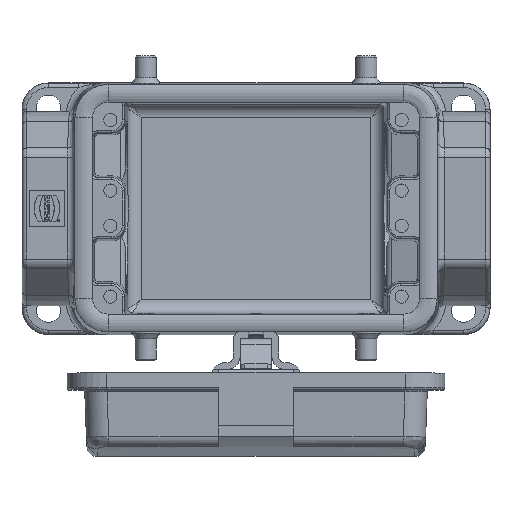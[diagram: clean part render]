
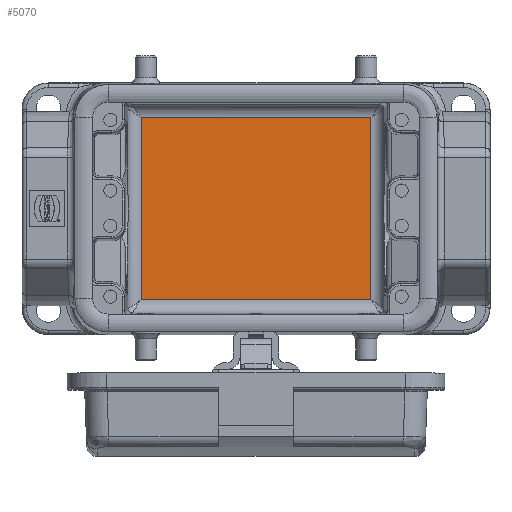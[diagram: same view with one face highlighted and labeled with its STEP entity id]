
A CAD part, top view. The second image highlights one B-rep face of the part: STEP entity #5070.
In plain terms, the highlighted planar face has unit normal (0, 0, 1).
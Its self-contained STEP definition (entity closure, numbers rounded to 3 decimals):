
#4953=CARTESIAN_POINT('',(26.037,20.629,-65.0));
#4954=VERTEX_POINT('',#4953);
#4996=CARTESIAN_POINT('',(-26.037,20.629,-65.0));
#4997=VERTEX_POINT('',#4996);
#4998=CARTESIAN_POINT('',(-26.037,20.629,-65.0));
#4999=DIRECTION('',(1.0,0.0,0.0));
#5000=VECTOR('',#4999,52.073);
#5001=LINE('',#4998,#5000);
#5002=EDGE_CURVE('',#4997,#4954,#5001,.T.);
#5040=CARTESIAN_POINT('',(-29.,24.335,-65.0));
#5041=DIRECTION('',(0.0,0.0,-1.0));
#5042=DIRECTION('',(-1.0,0.0,0.0));
#5043=AXIS2_PLACEMENT_3D('',#5040,#5041,#5042);
#5044=PLANE('',#5043);
#5045=CARTESIAN_POINT('',(26.037,-20.629,-65.));
#5046=VERTEX_POINT('',#5045);
#5047=CARTESIAN_POINT('',(26.037,20.629,-65.0));
#5048=DIRECTION('',(0.0,-1.0,0.0));
#5049=VECTOR('',#5048,41.259);
#5050=LINE('',#5047,#5049);
#5051=EDGE_CURVE('',#4954,#5046,#5050,.T.);
#5052=ORIENTED_EDGE('',*,*,#5051,.F.);
#5053=ORIENTED_EDGE('',*,*,#5002,.F.);
#5054=CARTESIAN_POINT('',(-26.037,-20.629,-65.));
#5055=VERTEX_POINT('',#5054);
#5056=CARTESIAN_POINT('',(-26.037,-20.629,-65.));
#5057=DIRECTION('',(0.0,1.0,0.0));
#5058=VECTOR('',#5057,41.259);
#5059=LINE('',#5056,#5058);
#5060=EDGE_CURVE('',#5055,#4997,#5059,.T.);
#5061=ORIENTED_EDGE('',*,*,#5060,.F.);
#5062=CARTESIAN_POINT('',(26.037,-20.629,-65.));
#5063=DIRECTION('',(-1.0,0.0,0.0));
#5064=VECTOR('',#5063,52.073);
#5065=LINE('',#5062,#5064);
#5066=EDGE_CURVE('',#5046,#5055,#5065,.T.);
#5067=ORIENTED_EDGE('',*,*,#5066,.F.);
#5068=EDGE_LOOP('',(#5052,#5053,#5061,#5067));
#5069=FACE_OUTER_BOUND('',#5068,.T.);
#5070=ADVANCED_FACE('',(#5069),#5044,.F.);
